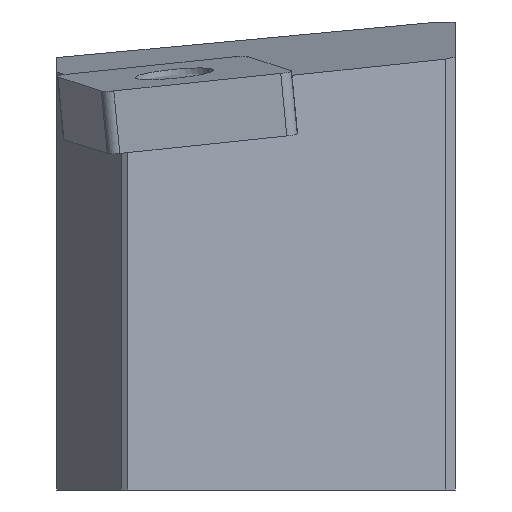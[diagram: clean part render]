
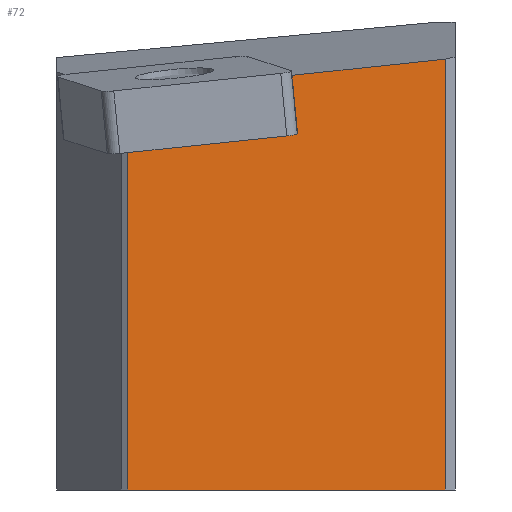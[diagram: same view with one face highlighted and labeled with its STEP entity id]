
A CAD part, left-side view. The second image highlights one B-rep face of the part: STEP entity #72.
In plain terms, the highlighted planar face has unit normal (-0.996, -0.087, 0).
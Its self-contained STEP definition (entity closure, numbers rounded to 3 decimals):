
#72=ADVANCED_FACE('',(#114),#96,.F.);
#96=PLANE('',#476);
#114=FACE_OUTER_BOUND('',#135,.T.);
#135=EDGE_LOOP('',(#182,#183,#184,#185));
#182=ORIENTED_EDGE('',*,*,#337,.T.);
#183=ORIENTED_EDGE('',*,*,#338,.F.);
#184=ORIENTED_EDGE('',*,*,#339,.F.);
#185=ORIENTED_EDGE('',*,*,#340,.F.);
#294=VERTEX_POINT('',#672);
#295=VERTEX_POINT('',#673);
#296=VERTEX_POINT('',#675);
#297=VERTEX_POINT('',#677);
#337=EDGE_CURVE('',#294,#295,#394,.T.);
#338=EDGE_CURVE('',#296,#295,#395,.T.);
#339=EDGE_CURVE('',#297,#296,#396,.T.);
#340=EDGE_CURVE('',#294,#297,#397,.T.);
#394=LINE('',#671,#441);
#395=LINE('',#674,#442);
#396=LINE('',#676,#443);
#397=LINE('',#678,#444);
#441=VECTOR('',#539,1.);
#442=VECTOR('',#540,1.);
#443=VECTOR('',#541,1.);
#444=VECTOR('',#542,1.);
#476=AXIS2_PLACEMENT_3D('',#679,#543,#544);
#539=DIRECTION('',(-0.087,0.991,-0.105));
#540=DIRECTION('',(0.,0.,1.));
#541=DIRECTION('',(-0.087,0.996,0.));
#542=DIRECTION('',(0.,0.,-1.));
#543=DIRECTION('',(0.996,0.087,0.));
#544=DIRECTION('',(0.087,-0.996,0.));
#671=CARTESIAN_POINT('',(5.305,-35.657,3.445));
#672=CARTESIAN_POINT('',(5.185,-34.284,3.3));
#673=CARTESIAN_POINT('',(2.393,-2.378,-0.085));
#674=CARTESIAN_POINT('',(2.393,-2.378,7.027));
#675=CARTESIAN_POINT('',(2.393,-2.378,-39.973));
#676=CARTESIAN_POINT('',(5.272,-35.28,-39.973));
#677=CARTESIAN_POINT('',(5.185,-34.284,-39.973));
#678=CARTESIAN_POINT('',(5.185,-34.284,7.027));
#679=CARTESIAN_POINT('',(5.272,-35.28,7.027));
